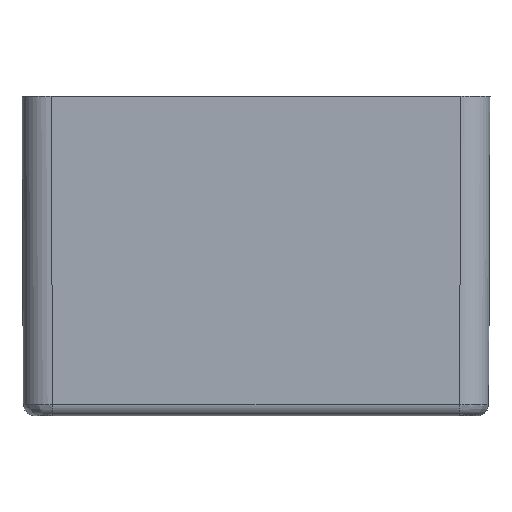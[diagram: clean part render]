
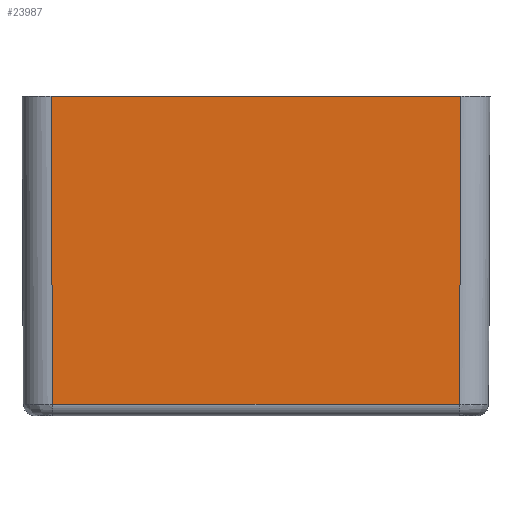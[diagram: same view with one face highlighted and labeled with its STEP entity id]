
A CAD part, front view. The second image highlights one B-rep face of the part: STEP entity #23987.
In plain terms, the highlighted planar face has unit normal (0, -1, -0.004).
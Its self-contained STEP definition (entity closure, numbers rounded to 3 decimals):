
#1288=CARTESIAN_POINT('',(35.1,-60.0,0.0));
#1289=VERTEX_POINT('',#1288);
#1339=CARTESIAN_POINT('',(-35.1,-60.0,0.0));
#1340=VERTEX_POINT('',#1339);
#1348=CARTESIAN_POINT('',(35.1,-60.0,0.0));
#1349=DIRECTION('',(-1.0,0.0,0.0));
#1350=VECTOR('',#1349,70.2);
#1351=LINE('',#1348,#1350);
#1352=EDGE_CURVE('',#1289,#1340,#1351,.T.);
#23504=CARTESIAN_POINT('',(34.87,-59.77,-52.809));
#23505=VERTEX_POINT('',#23504);
#23638=CARTESIAN_POINT('',(-34.87,-59.77,-52.809));
#23639=VERTEX_POINT('',#23638);
#23656=CARTESIAN_POINT('',(34.87,-59.77,-52.809));
#23657=DIRECTION('',(-1.0,0.0,0.0));
#23658=VECTOR('',#23657,69.739);
#23659=LINE('',#23656,#23658);
#23660=EDGE_CURVE('',#23505,#23639,#23659,.T.);
#23955=CARTESIAN_POINT('',(-34.87,-59.77,-52.809));
#23956=DIRECTION('',(-0.004,-0.004,1.));
#23957=VECTOR('',#23956,52.81);
#23958=LINE('',#23955,#23957);
#23959=EDGE_CURVE('',#23639,#1340,#23958,.T.);
#23971=CARTESIAN_POINT('',(-40.1,-60.0,0.0));
#23972=DIRECTION('',(0.0,-1.,-0.004));
#23973=DIRECTION('',(-1.0,0.0,0.0));
#23974=AXIS2_PLACEMENT_3D('',#23971,#23972,#23973);
#23975=PLANE('',#23974);
#23976=ORIENTED_EDGE('',*,*,#23660,.F.);
#23977=CARTESIAN_POINT('',(35.1,-60.0,0.0));
#23978=DIRECTION('',(-0.004,0.004,-1.));
#23979=VECTOR('',#23978,52.81);
#23980=LINE('',#23977,#23979);
#23981=EDGE_CURVE('',#1289,#23505,#23980,.T.);
#23982=ORIENTED_EDGE('',*,*,#23981,.F.);
#23983=ORIENTED_EDGE('',*,*,#1352,.T.);
#23984=ORIENTED_EDGE('',*,*,#23959,.F.);
#23985=EDGE_LOOP('',(#23976,#23982,#23983,#23984));
#23986=FACE_OUTER_BOUND('',#23985,.T.);
#23987=ADVANCED_FACE('',(#23986),#23975,.T.);
